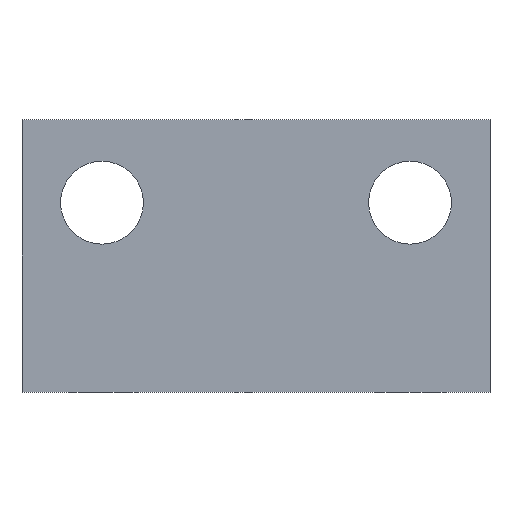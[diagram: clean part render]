
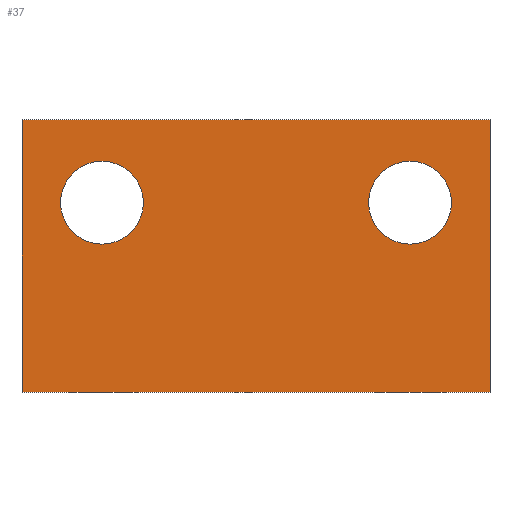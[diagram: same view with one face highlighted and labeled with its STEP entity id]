
A CAD part, front view. The second image highlights one B-rep face of the part: STEP entity #37.
In plain terms, the highlighted planar face has unit normal (0, -1, 0).
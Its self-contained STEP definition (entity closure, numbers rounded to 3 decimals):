
#37 = ADVANCED_FACE( '', ( #80, #81, #82 ), #83, .F. );
#80 = FACE_BOUND( '', #138, .T. );
#81 = FACE_BOUND( '', #139, .T. );
#82 = FACE_OUTER_BOUND( '', #140, .T. );
#83 = PLANE( '', #141 );
#138 = EDGE_LOOP( '', ( #190 ) );
#139 = EDGE_LOOP( '', ( #191 ) );
#140 = EDGE_LOOP( '', ( #192, #193, #194, #195 ) );
#141 = AXIS2_PLACEMENT_3D( '', #196, #197, #198 );
#190 = ORIENTED_EDGE( '', *, *, #300, .T. );
#191 = ORIENTED_EDGE( '', *, *, #301, .T. );
#192 = ORIENTED_EDGE( '', *, *, #302, .T. );
#193 = ORIENTED_EDGE( '', *, *, #303, .F. );
#194 = ORIENTED_EDGE( '', *, *, #304, .F. );
#195 = ORIENTED_EDGE( '', *, *, #305, .T. );
#196 = CARTESIAN_POINT( '', ( 19.75, 0., 23. ) );
#197 = DIRECTION( '', ( 0., 1., 0. ) );
#198 = DIRECTION( '', ( 0., 0., 1. ) );
#300 = EDGE_CURVE( '', #342, #342, #343, .T. );
#301 = EDGE_CURVE( '', #344, #344, #345, .T. );
#302 = EDGE_CURVE( '', #346, #347, #348, .T. );
#303 = EDGE_CURVE( '', #349, #347, #350, .T. );
#304 = EDGE_CURVE( '', #351, #349, #352, .T. );
#305 = EDGE_CURVE( '', #351, #346, #353, .T. );
#342 = VERTEX_POINT( '', #406 );
#343 = CIRCLE( '', #407, 3.5 );
#344 = VERTEX_POINT( '', #408 );
#345 = CIRCLE( '', #409, 3.5 );
#346 = VERTEX_POINT( '', #410 );
#347 = VERTEX_POINT( '', #411 );
#348 = LINE( '', #412, #413 );
#349 = VERTEX_POINT( '', #414 );
#350 = LINE( '', #415, #416 );
#351 = VERTEX_POINT( '', #417 );
#352 = LINE( '', #418, #419 );
#353 = LINE( '', #420, #421 );
#406 = CARTESIAN_POINT( '', ( 16.5, 0., 16. ) );
#407 = AXIS2_PLACEMENT_3D( '', #488, #489, #490 );
#408 = CARTESIAN_POINT( '', ( -9.5, 0., 16. ) );
#409 = AXIS2_PLACEMENT_3D( '', #491, #492, #493 );
#410 = CARTESIAN_POINT( '', ( -19.75, 0., 23. ) );
#411 = CARTESIAN_POINT( '', ( -19.75, 0., 0. ) );
#412 = CARTESIAN_POINT( '', ( -19.75, 0., 23. ) );
#413 = VECTOR( '', #494, 1000. );
#414 = CARTESIAN_POINT( '', ( 19.75, 0., 0. ) );
#415 = CARTESIAN_POINT( '', ( 19.75, 0., 0. ) );
#416 = VECTOR( '', #495, 1000. );
#417 = CARTESIAN_POINT( '', ( 19.75, 0., 23. ) );
#418 = CARTESIAN_POINT( '', ( 19.75, 0., 23. ) );
#419 = VECTOR( '', #496, 1000. );
#420 = CARTESIAN_POINT( '', ( 19.75, 0., 23. ) );
#421 = VECTOR( '', #497, 1000. );
#488 = CARTESIAN_POINT( '', ( 13., 0., 16. ) );
#489 = DIRECTION( '', ( 0., 1., 0. ) );
#490 = DIRECTION( '', ( 1., 0., 0. ) );
#491 = CARTESIAN_POINT( '', ( -13., 0., 16. ) );
#492 = DIRECTION( '', ( 0., 1., 0. ) );
#493 = DIRECTION( '', ( 1., 0., 0. ) );
#494 = DIRECTION( '', ( 0., 0., -1. ) );
#495 = DIRECTION( '', ( -1., 0., 0. ) );
#496 = DIRECTION( '', ( 0., 0., -1. ) );
#497 = DIRECTION( '', ( -1., 0., 0. ) );
